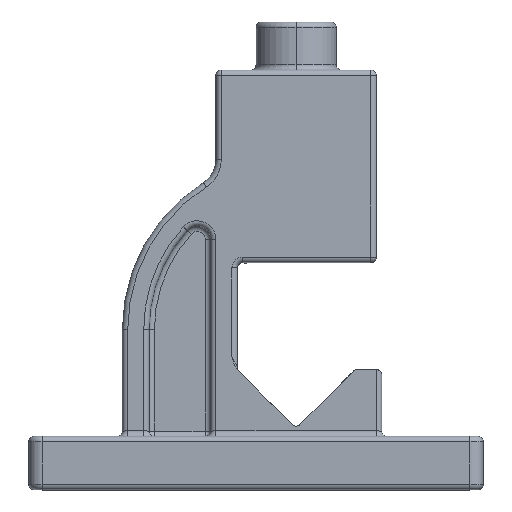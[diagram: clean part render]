
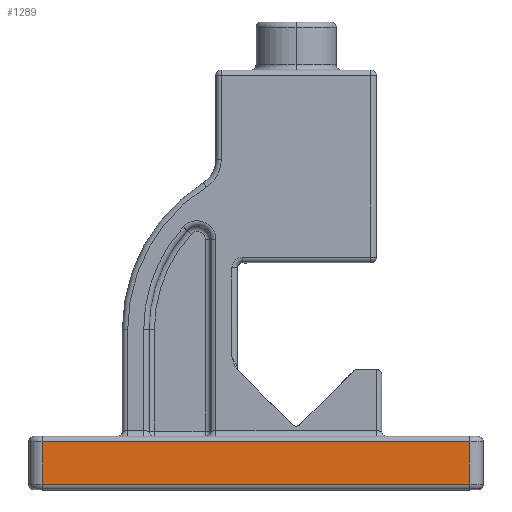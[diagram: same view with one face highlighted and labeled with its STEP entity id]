
A CAD part, top view. The second image highlights one B-rep face of the part: STEP entity #1289.
In plain terms, the highlighted planar face has unit normal (0, 0, 1).
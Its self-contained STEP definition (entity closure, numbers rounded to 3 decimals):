
#417 = DIRECTION ( 'NONE',  ( -1., 0., 0. ) ) ;
#509 = LINE ( 'NONE', #4575, #2835 ) ;
#621 = VERTEX_POINT ( 'NONE', #4388 ) ;
#1176 = CARTESIAN_POINT ( 'NONE',  ( -95., 18., 60. ) ) ;
#1207 = AXIS2_PLACEMENT_3D ( 'NONE', #3878, #3938, #2009 ) ;
#1289 = ADVANCED_FACE ( 'NONE', ( #4745 ), #5655, .F. ) ;
#1424 = LINE ( 'NONE', #3258, #4085 ) ;
#1488 = VECTOR ( 'NONE', #417, 1000. ) ;
#1662 = LINE ( 'NONE', #5847, #1488 ) ;
#1782 = VECTOR ( 'NONE', #4269, 1000. ) ;
#1948 = ORIENTED_EDGE ( 'NONE', *, *, #4036, .T. ) ;
#2009 = DIRECTION ( 'NONE',  ( -1., 0., 0. ) ) ;
#2015 = VERTEX_POINT ( 'NONE', #3200 ) ;
#2272 = EDGE_CURVE ( 'NONE', #5027, #3274, #1662, .T. ) ;
#2835 = VECTOR ( 'NONE', #5576, 1000. ) ;
#2882 = CARTESIAN_POINT ( 'NONE',  ( 65., 0., 60. ) ) ;
#3158 = ORIENTED_EDGE ( 'NONE', *, *, #2272, .T. ) ;
#3186 = LINE ( 'NONE', #2882, #1782 ) ;
#3200 = CARTESIAN_POINT ( 'NONE',  ( 65., 2., 60. ) ) ;
#3258 = CARTESIAN_POINT ( 'NONE',  ( -95., 0., 60. ) ) ;
#3264 = CARTESIAN_POINT ( 'NONE',  ( 65., 18., 60. ) ) ;
#3274 = VERTEX_POINT ( 'NONE', #1176 ) ;
#3444 = EDGE_CURVE ( 'NONE', #621, #2015, #509, .T. ) ;
#3593 = EDGE_CURVE ( 'NONE', #3274, #621, #1424, .T. ) ;
#3863 = DIRECTION ( 'NONE',  ( 0., -1., 0. ) ) ;
#3878 = CARTESIAN_POINT ( 'NONE',  ( 0., 0., 60. ) ) ;
#3920 = EDGE_LOOP ( 'NONE', ( #4931, #5483, #1948, #3158 ) ) ;
#3938 = DIRECTION ( 'NONE',  ( 0., 0., -1. ) ) ;
#4036 = EDGE_CURVE ( 'NONE', #2015, #5027, #3186, .T. ) ;
#4085 = VECTOR ( 'NONE', #3863, 1000. ) ;
#4269 = DIRECTION ( 'NONE',  ( 0., 1., 0. ) ) ;
#4388 = CARTESIAN_POINT ( 'NONE',  ( -95., 2., 60. ) ) ;
#4575 = CARTESIAN_POINT ( 'NONE',  ( 0., 2., 60. ) ) ;
#4745 = FACE_OUTER_BOUND ( 'NONE', #3920, .T. ) ;
#4931 = ORIENTED_EDGE ( 'NONE', *, *, #3593, .T. ) ;
#5027 = VERTEX_POINT ( 'NONE', #3264 ) ;
#5483 = ORIENTED_EDGE ( 'NONE', *, *, #3444, .T. ) ;
#5576 = DIRECTION ( 'NONE',  ( 1., 0., 0. ) ) ;
#5655 = PLANE ( 'NONE',  #1207 ) ;
#5847 = CARTESIAN_POINT ( 'NONE',  ( -95., 18., 60. ) ) ;
